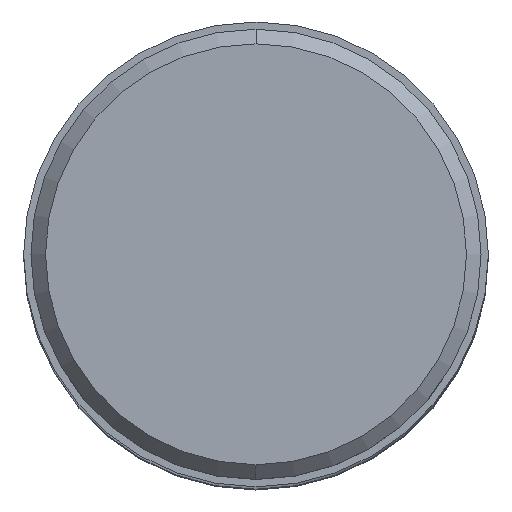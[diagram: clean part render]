
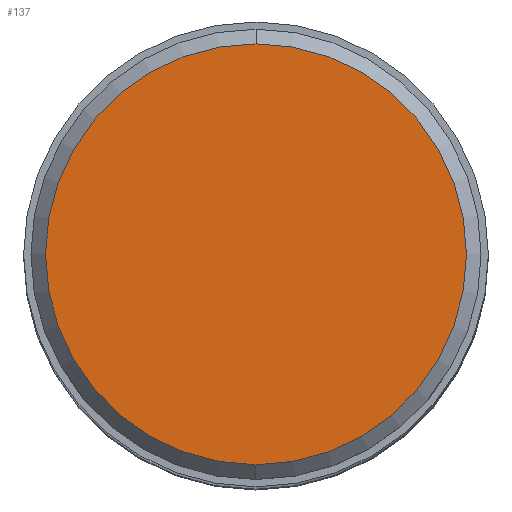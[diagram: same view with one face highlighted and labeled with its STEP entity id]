
A CAD part, top view. The second image highlights one B-rep face of the part: STEP entity #137.
In plain terms, the highlighted planar face has unit normal (0, 0, 1).
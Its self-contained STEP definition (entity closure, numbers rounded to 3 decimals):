
#34=PLANE('',#1114);
#137=ADVANCED_FACE('',(#216),#34,.F.);
#216=FACE_OUTER_BOUND('',#276,.T.);
#276=EDGE_LOOP('',(#485,#486));
#485=ORIENTED_EDGE('',*,*,#714,.F.);
#486=ORIENTED_EDGE('',*,*,#713,.F.);
#597=VERTEX_POINT('',#2385);
#598=VERTEX_POINT('',#2387);
#713=EDGE_CURVE('',#598,#597,#847,.T.);
#714=EDGE_CURVE('',#597,#598,#848,.T.);
#847=CIRCLE('',#1111,14.375);
#848=CIRCLE('',#1113,14.375);
#1111=AXIS2_PLACEMENT_3D('',#2388,#1352,#1353);
#1113=AXIS2_PLACEMENT_3D('',#2390,#1356,#1357);
#1114=AXIS2_PLACEMENT_3D('',#2391,#1358,#1359);
#1352=DIRECTION('',(0.,0.,-1.));
#1353=DIRECTION('',(0.,1.,0.));
#1356=DIRECTION('',(0.,0.,-1.));
#1357=DIRECTION('',(0.,-1.,0.));
#1358=DIRECTION('',(0.,0.,-1.));
#1359=DIRECTION('',(1.,0.,0.));
#2385=CARTESIAN_POINT('',(0.,-14.375,42.863));
#2387=CARTESIAN_POINT('',(0.,14.375,42.863));
#2388=CARTESIAN_POINT('',(0.,0.,42.863));
#2390=CARTESIAN_POINT('',(0.,0.,42.863));
#2391=CARTESIAN_POINT('',(0.,0.,42.863));
